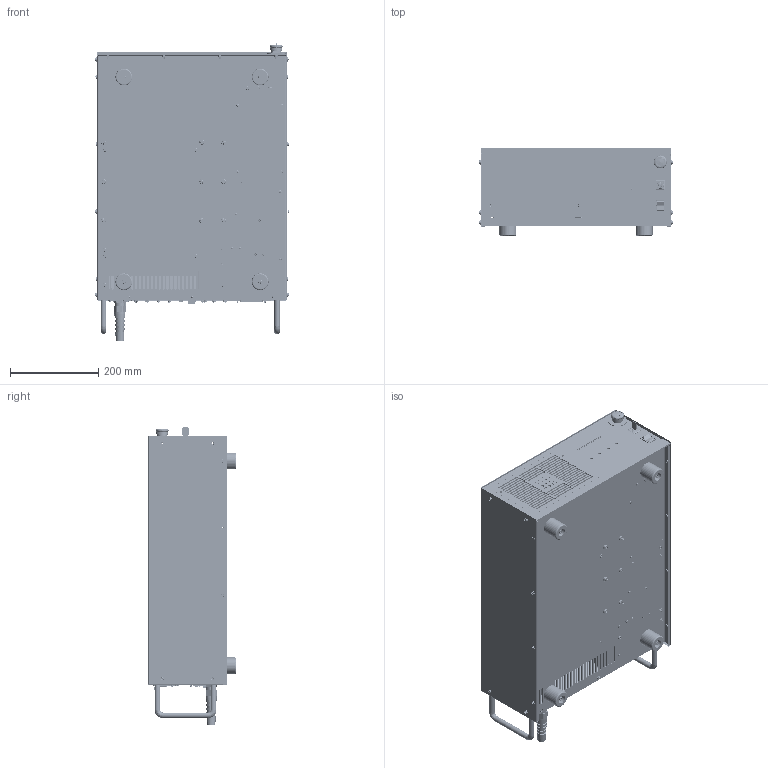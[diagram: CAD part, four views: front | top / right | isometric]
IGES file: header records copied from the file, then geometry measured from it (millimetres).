
Start section: SolidWorks IGES file using analytic representation for surfaces
Global section: file name: SPI_Chassis.IGS; native system: SolidWorks 2012; preprocessor: SolidWorks 2012; author: hahn; date: 130905.113346; units: inch
Bounding box: 440.18 x 198.75 x 675.28 mm (x, y, z)
Surface area: 2043078.5 mm2 (no closed solid volume)
Topology: 0 solids, 0 shells, 4752 faces, 97270 edges, 97192 vertices
Faces by surface type: bspline 2882, revolution 1870
